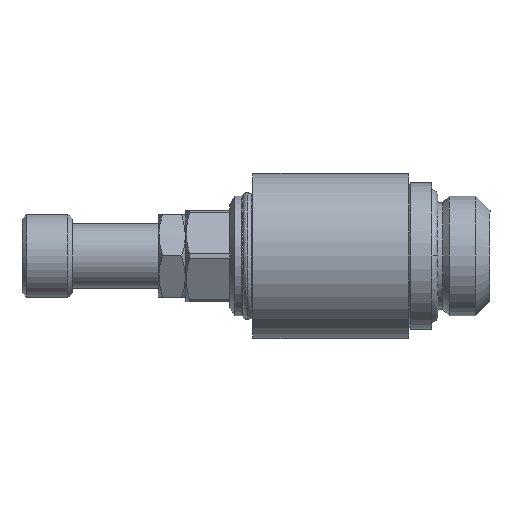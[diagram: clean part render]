
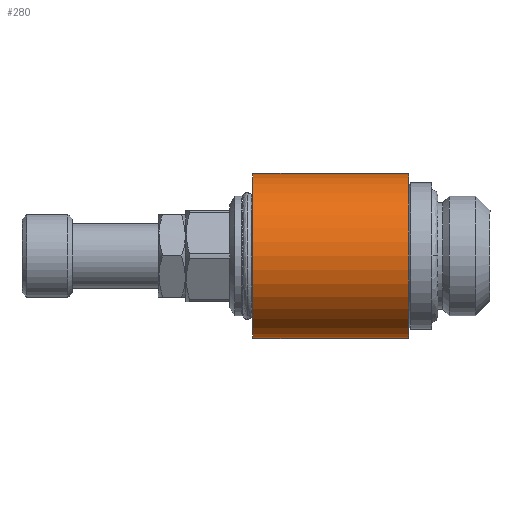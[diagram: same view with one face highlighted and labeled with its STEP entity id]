
A CAD part, left-side view. The second image highlights one B-rep face of the part: STEP entity #280.
In plain terms, the highlighted cylindrical face has radius 9 mm (diameter 18 mm), a full revolution.
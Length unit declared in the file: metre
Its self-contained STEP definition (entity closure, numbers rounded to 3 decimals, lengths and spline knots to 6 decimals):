
#280 = ADVANCED_FACE( 'NONE', ( #606, #607, #608 ), #609, .T. );
#606 = FACE_OUTER_BOUND( '', #1276, .T. );
#607 = FACE_OUTER_BOUND( '', #1277, .T. );
#608 = FACE_BOUND( '', #1278, .T. );
#609 = CYLINDRICAL_SURFACE( '', #1279, 0.009 );
#1276 = EDGE_LOOP( '', ( #2007 ) );
#1277 = EDGE_LOOP( '', ( #2008 ) );
#1278 = EDGE_LOOP( '', ( #2009, #2010 ) );
#1279 = AXIS2_PLACEMENT_3D( '', #2011, #2012, #2013 );
#2007 = ORIENTED_EDGE( '', *, *, #2589, .T. );
#2008 = ORIENTED_EDGE( '', *, *, #2519, .T. );
#2009 = ORIENTED_EDGE( '', *, *, #2583, .T. );
#2010 = ORIENTED_EDGE( '', *, *, #2495, .T. );
#2011 = CARTESIAN_POINT( '', ( 0., 0.032286, 0. ) );
#2012 = DIRECTION( '', ( 0., 1., 0. ) );
#2013 = DIRECTION( '', ( 0., 0., 1. ) );
#2495 = EDGE_CURVE( 'NONE', #2871, #2869, #2872, .T. );
#2519 = EDGE_CURVE( 'NONE', #2906, #2906, #2907, .T. );
#2583 = EDGE_CURVE( 'NONE', #2869, #2871, #2993, .T. );
#2589 = EDGE_CURVE( 'NONE', #3001, #3001, #3002, .T. );
#2869 = VERTEX_POINT( 'NONE', #3591 );
#2871 = VERTEX_POINT( 'NONE', #3593 );
#2872 = B_SPLINE_CURVE_WITH_KNOTS( '', 3, ( #3594, #3595, #3596, #3597, #3598, #3599, #3600, #3601, #3602, #3603, #3604, #3605, #3606, #3607, #3608, #3609, #3610, #3611, #3612, #3613, #3614, #3615, #3616, #3617, #3618, #3619 ), .UNSPECIFIED., .F., .F., ( 4, 1, 1, 1, 1, 1, 1, 1, 1, 1, 1, 1, 1, 1, 1, 1, 1, 1, 1, 1, 1, 1, 1, 4 ), ( 0., 0.016655, 0.032599, 0.047864, 0.062489, 0.093707, 0.124968, 0.186807, 0.249971, 0.311955, 0.374979, 0.438108, 0.499985, 0.563047, 0.624989, 0.686892, 0.749993, 0.81187, 0.875, 0.906499, 0.937494, 0.953423, 0.968754, 1. ), .UNSPECIFIED. );
#2906 = VERTEX_POINT( '', #3657 );
#2907 = CIRCLE( '', #3658, 0.009 );
#2993 = B_SPLINE_CURVE_WITH_KNOTS( '', 3, ( #3910, #3911, #3912, #3913, #3914, #3915, #3916, #3917, #3918, #3919, #3920, #3921, #3922, #3923, #3924, #3925, #3926, #3927, #3928, #3929, #3930, #3931, #3932, #3933, #3934, #3935 ), .UNSPECIFIED., .F., .F., ( 4, 1, 1, 1, 1, 1, 1, 1, 1, 1, 1, 1, 1, 1, 1, 1, 1, 1, 1, 1, 1, 1, 1, 4 ), ( 0., 0.016654, 0.032597, 0.047863, 0.062489, 0.093706, 0.124968, 0.186808, 0.249972, 0.311961, 0.374979, 0.438108, 0.499985, 0.563046, 0.624989, 0.686896, 0.749993, 0.811871, 0.875, 0.906497, 0.937494, 0.953422, 0.968754, 1. ), .UNSPECIFIED. );
#3001 = VERTEX_POINT( '', #3945 );
#3002 = CIRCLE( '', #3946, 0.009 );
#3591 = CARTESIAN_POINT( '', ( 0.007853, 0.016838, 0.004396 ) );
#3593 = CARTESIAN_POINT( '', ( 0.007856, 0.020573, -0.004392 ) );
#3594 = CARTESIAN_POINT( '', ( 0.007856, 0.020573, -0.004392 ) );
#3595 = CARTESIAN_POINT( '', ( 0.00784, 0.020493, -0.004421 ) );
#3596 = CARTESIAN_POINT( '', ( 0.007808, 0.020336, -0.004477 ) );
#3597 = CARTESIAN_POINT( '', ( 0.007767, 0.020102, -0.004547 ) );
#3598 = CARTESIAN_POINT( '', ( 0.007732, 0.019874, -0.004606 ) );
#3599 = CARTESIAN_POINT( '', ( 0.007693, 0.019565, -0.00467 ) );
#3600 = CARTESIAN_POINT( '', ( 0.007661, 0.019169, -0.004724 ) );
#3601 = CARTESIAN_POINT( '', ( 0.007644, 0.018523, -0.004751 ) );
#3602 = CARTESIAN_POINT( '', ( 0.007691, 0.01771, -0.004675 ) );
#3603 = CARTESIAN_POINT( '', ( 0.007851, 0.016784, -0.004406 ) );
#3604 = CARTESIAN_POINT( '', ( 0.008079, 0.015928, -0.00398 ) );
#3605 = CARTESIAN_POINT( '', ( 0.008342, 0.015178, -0.003403 ) );
#3606 = CARTESIAN_POINT( '', ( 0.0086, 0.014547, -0.002695 ) );
#3607 = CARTESIAN_POINT( '', ( 0.00882, 0.014068, -0.001865 ) );
#3608 = CARTESIAN_POINT( '', ( 0.008967, 0.013764, -0.000946 ) );
#3609 = CARTESIAN_POINT( '', ( 0.009018, 0.013666, 0.000027 ) );
#3610 = CARTESIAN_POINT( '', ( 0.008961, 0.013775, 0.001 ) );
#3611 = CARTESIAN_POINT( '', ( 0.008809, 0.014091, 0.001914 ) );
#3612 = CARTESIAN_POINT( '', ( 0.008586, 0.014578, 0.002738 ) );
#3613 = CARTESIAN_POINT( '', ( 0.00837, 0.01511, 0.003321 ) );
#3614 = CARTESIAN_POINT( '', ( 0.008196, 0.015594, 0.003722 ) );
#3615 = CARTESIAN_POINT( '', ( 0.008091, 0.015921, 0.003944 ) );
#3616 = CARTESIAN_POINT( '', ( 0.008012, 0.016192, 0.004101 ) );
#3617 = CARTESIAN_POINT( '', ( 0.007936, 0.016472, 0.004247 ) );
#3618 = CARTESIAN_POINT( '', ( 0.007886, 0.016691, 0.004336 ) );
#3619 = CARTESIAN_POINT( '', ( 0.007853, 0.016838, 0.004396 ) );
#3657 = CARTESIAN_POINT( '', ( 0., 0.0262, 0.009 ) );
#3658 = AXIS2_PLACEMENT_3D( '', #4447, #4448, #4449 );
#3910 = CARTESIAN_POINT( '', ( 0.007853, 0.016838, 0.004396 ) );
#3911 = CARTESIAN_POINT( '', ( 0.007837, 0.016918, 0.004425 ) );
#3912 = CARTESIAN_POINT( '', ( 0.007806, 0.017075, 0.00448 ) );
#3913 = CARTESIAN_POINT( '', ( 0.007765, 0.017309, 0.00455 ) );
#3914 = CARTESIAN_POINT( '', ( 0.00773, 0.017537, 0.004609 ) );
#3915 = CARTESIAN_POINT( '', ( 0.007692, 0.017845, 0.004672 ) );
#3916 = CARTESIAN_POINT( '', ( 0.00766, 0.018241, 0.004725 ) );
#3917 = CARTESIAN_POINT( '', ( 0.007644, 0.018886, 0.004751 ) );
#3918 = CARTESIAN_POINT( '', ( 0.007692, 0.019698, 0.004673 ) );
#3919 = CARTESIAN_POINT( '', ( 0.007852, 0.020622, 0.004404 ) );
#3920 = CARTESIAN_POINT( '', ( 0.00808, 0.021476, 0.003977 ) );
#3921 = CARTESIAN_POINT( '', ( 0.008343, 0.022224, 0.0034 ) );
#3922 = CARTESIAN_POINT( '', ( 0.0086, 0.022854, 0.002694 ) );
#3923 = CARTESIAN_POINT( '', ( 0.00882, 0.023332, 0.001865 ) );
#3924 = CARTESIAN_POINT( '', ( 0.008967, 0.023636, 0.000948 ) );
#3925 = CARTESIAN_POINT( '', ( 0.009018, 0.023734, -0.000024 ) );
#3926 = CARTESIAN_POINT( '', ( 0.008962, 0.023626, -0.000995 ) );
#3927 = CARTESIAN_POINT( '', ( 0.00881, 0.023312, -0.001908 ) );
#3928 = CARTESIAN_POINT( '', ( 0.008588, 0.022826, -0.002732 ) );
#3929 = CARTESIAN_POINT( '', ( 0.008373, 0.022296, -0.003315 ) );
#3930 = CARTESIAN_POINT( '', ( 0.008199, 0.021813, -0.003717 ) );
#3931 = CARTESIAN_POINT( '', ( 0.008094, 0.021488, -0.003938 ) );
#3932 = CARTESIAN_POINT( '', ( 0.008014, 0.021218, -0.004096 ) );
#3933 = CARTESIAN_POINT( '', ( 0.007938, 0.020939, -0.004242 ) );
#3934 = CARTESIAN_POINT( '', ( 0.007889, 0.02072, -0.004332 ) );
#3935 = CARTESIAN_POINT( '', ( 0.007856, 0.020573, -0.004392 ) );
#3945 = CARTESIAN_POINT( '', ( 0., 0.0092, 0.009 ) );
#3946 = AXIS2_PLACEMENT_3D( '', #4501, #4502, #4503 );
#4447 = CARTESIAN_POINT( '', ( 0., 0.0262, 0. ) );
#4448 = DIRECTION( '', ( 0., -1., 0. ) );
#4449 = DIRECTION( '', ( 0., 0., 1. ) );
#4501 = CARTESIAN_POINT( '', ( 0., 0.0092, 0. ) );
#4502 = DIRECTION( '', ( 0., 1., 0. ) );
#4503 = DIRECTION( '', ( 0., 0., 1. ) );
